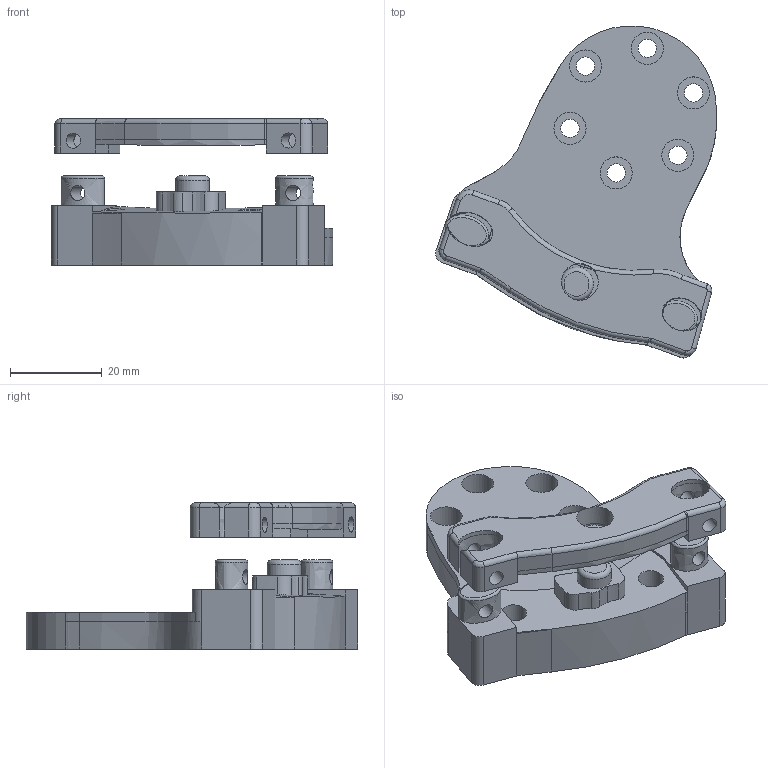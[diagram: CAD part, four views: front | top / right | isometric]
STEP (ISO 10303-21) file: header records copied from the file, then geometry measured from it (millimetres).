
FILE_DESCRIPTION(/* description */ ('','CAx-IF Rec.Pracs.---Representation and Presentation of Product Manufacturing Information (PMI)---4.0---2014-10-13'),/* implementation_level */ '2;1');
FILE_NAME(/* name */ 'Brace_clip_assembly_test v1 v1.step',/* time_stamp */ '2024-12-05T11:53:15+01:00',/* author */ (''),/* organization */ (''),/* preprocessor_version */ 'ST-DEVELOPER v20',/* originating_system */ 'Autodesk Translation Framework v13.20.0.188',/* authorisation */ '');
FILE_SCHEMA (('AP242_MANAGED_MODEL_BASED_3D_ENGINEERING_MIM_LF { 1 0 10303 442 1 1 4 }'));
Length unit declared in the file: millimetre
Products named in the file (5): Brace_clip_assembly_test v1; Bottom_clip_V4 v11; Outer; Inner; Component6
Assembly tree (4 placements, depth 3):
  Brace_clip_assembly_test v1
    Bottom_clip_V4 v11
      Outer
      Inner
    Component6
Bounding box: 61.27 x 72.37 x 31.85 mm (x, y, z)
Volume: 30098.7 mm3; surface area: 14003 mm2
Topology: 3 solids, 3 shells, 152 faces, 390 edges, 252 vertices
Faces by surface type: cylinder 83, plane 46, bspline 15, torus 8
Full cylindrical faces by diameter (mm): 3 x2, 3.3 x6, 4 x6, 5.5 x1, 7 x6, 7.4 x1, 8 x2
Entity records: 6226 total; most frequent: CARTESIAN_POINT 2263, DIRECTION 832, ORIENTED_EDGE 782, EDGE_CURVE 391, AXIS2_PLACEMENT_3D 334, VERTEX_POINT 252, EDGE_LOOP 194, LINE 164
